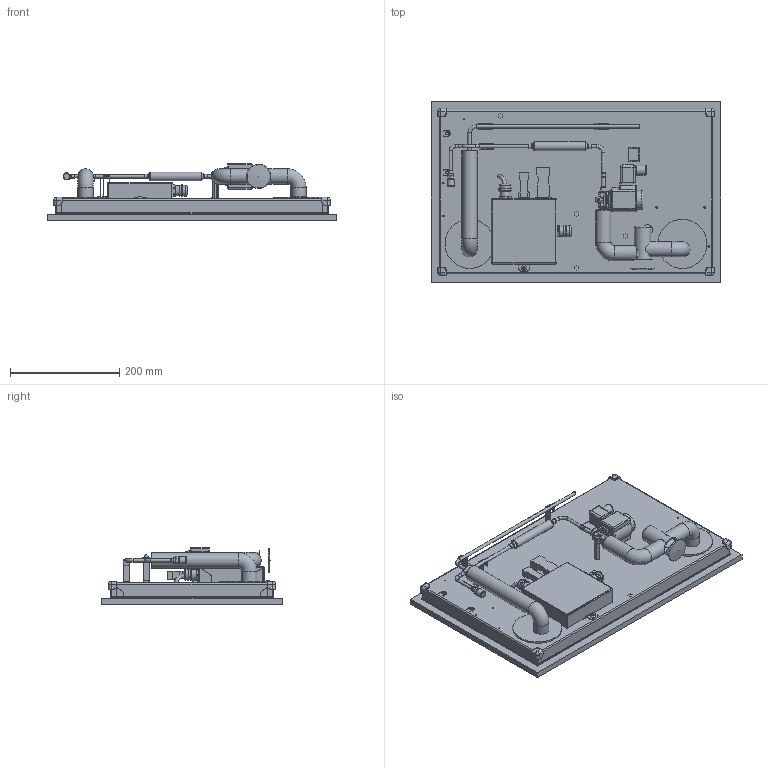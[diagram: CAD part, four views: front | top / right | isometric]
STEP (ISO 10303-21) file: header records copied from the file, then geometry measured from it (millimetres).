
FILE_DESCRIPTION(/* description */ ('This is a sample STEP configuration'),/* implementation_level */ '2;1');
FILE_NAME(/* name */ '10160000_A.1.stp',/* time_stamp */ '2021-05-27T13:21:37+02:00',/* author */ ('powerJobs'),/* organization */ ('coolOrange'),/* preprocessor_version */ 'ST-DEVELOPER v18.1',/* originating_system */ 'Autodesk Inventor 2021',/* authorisation */ '');
FILE_SCHEMA (('AUTOMOTIVE_DESIGN { 1 0 10303 214 3 1 1 }'));
Products named in the file (1): ENG-00003400
Bounding box: 530 x 330 x 103.68 mm (x, y, z)
Volume: 6730425 mm3; surface area: 682855.9 mm2
Topology: 2 solids, 56 shells, 3852 faces, 10588 edges, 6855 vertices
Faces by surface type: plane 2378, cylinder 940, bspline 203, torus 161, cone 142, sphere 28
Full cylindrical faces by diameter (mm): 2.3 x15, 2.459 x2, 2.5 x6, 3 x5, 3.242 x4, 3.25 x2, 3.3 x2, 3.5 x2, 4 x15, 4.134 x5, 4.2 x4, 5 x15, 5.2 x1, 5.5 x6, 6 x12, 6.2 x2, 6.5 x5, 7 x2, 8 x10, 8.2 x2, 9.35 x2, 9.5 x6, 10 x5, 10.5 x1, 11 x3, 12 x1, 12.2 x1, 13 x1, 14 x1, 14.16 x3
Entity records: 134354 total; most frequent: CARTESIAN_POINT 32298, ORIENTED_EDGE 21118, DIRECTION 19775, EDGE_CURVE 10559, VERTEX_POINT 6855, LINE 6761, VECTOR 6761, AXIS2_PLACEMENT_3D 6507
